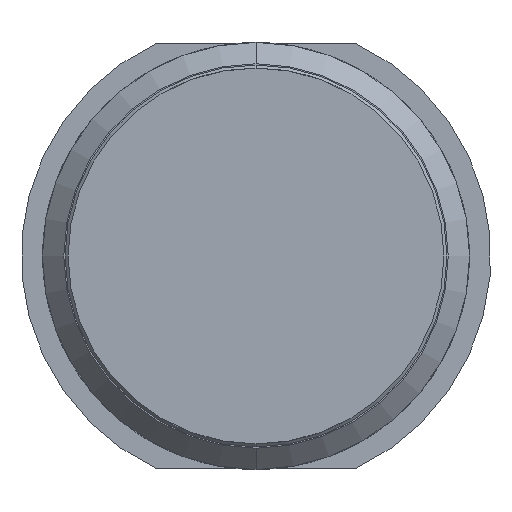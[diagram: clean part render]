
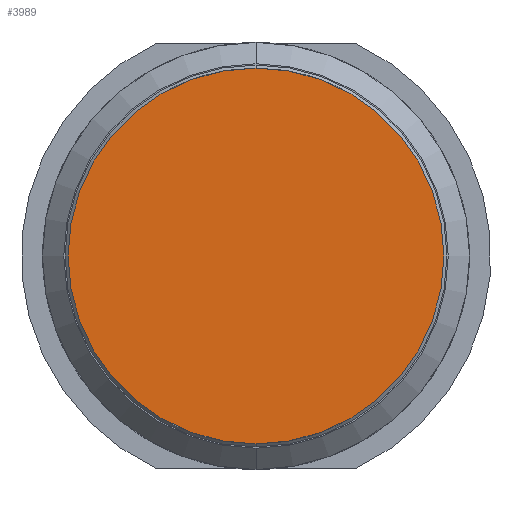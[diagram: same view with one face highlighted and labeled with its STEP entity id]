
A CAD part, front view. The second image highlights one B-rep face of the part: STEP entity #3989.
In plain terms, the highlighted planar face has unit normal (0, -1, 0).
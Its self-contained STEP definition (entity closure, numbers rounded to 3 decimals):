
#93 = EDGE_LOOP ( 'NONE', ( #3404, #3618 ) ) ;
#536 = EDGE_CURVE ( 'Defeature ausgef�hrt1_25+Defeature ausgef�hrt1_32+Defeature ausgef�hrt1_32+Defeature ausgef�hrt1_32', #3759, #2300, #1698, .T. ) ;
#831 = CARTESIAN_POINT ( 'NONE',  ( 0., 0., 0. ) ) ;
#930 = DIRECTION ( 'NONE',  ( 1., 0., 0. ) ) ;
#955 = AXIS2_PLACEMENT_3D ( 'NONE', #2234, #1947, #3762 ) ;
#1335 = CARTESIAN_POINT ( 'NONE',  ( 2.2, 0., 0. ) ) ;
#1533 = DIRECTION ( 'NONE',  ( 0., -1., 0. ) ) ;
#1698 = CIRCLE ( 'NONE', #2666, 2.2 ) ;
#1947 = DIRECTION ( 'NONE',  ( 0., 1., 0. ) ) ;
#2234 = CARTESIAN_POINT ( 'NONE',  ( 0., 0., 1.9 ) ) ;
#2237 = CIRCLE ( 'NONE', #3081, 2.2 ) ;
#2300 = VERTEX_POINT ( 'NONE', #3548 ) ;
#2532 = EDGE_CURVE ( 'Defeature ausgef�hrt1_25+Defeature ausgef�hrt1_32+Defeature ausgef�hrt1_32+Defeature ausgef�hrt1_32', #2300, #3759, #2237, .T. ) ;
#2666 = AXIS2_PLACEMENT_3D ( 'NONE', #831, #3025, #3312 ) ;
#3025 = DIRECTION ( 'NONE',  ( 0., -1., 0. ) ) ;
#3081 = AXIS2_PLACEMENT_3D ( 'NONE', #3752, #1533, #930 ) ;
#3092 = FACE_OUTER_BOUND ( 'NONE', #93, .T. ) ;
#3312 = DIRECTION ( 'NONE',  ( 1., 0., 0. ) ) ;
#3404 = ORIENTED_EDGE ( 'NONE', *, *, #536, .T. ) ;
#3454 = PLANE ( 'NONE',  #955 ) ;
#3548 = CARTESIAN_POINT ( 'NONE',  ( -2.2, 0., 0. ) ) ;
#3618 = ORIENTED_EDGE ( 'NONE', *, *, #2532, .T. ) ;
#3752 = CARTESIAN_POINT ( 'NONE',  ( 0., 0., 0. ) ) ;
#3759 = VERTEX_POINT ( 'NONE', #1335 ) ;
#3762 = DIRECTION ( 'NONE',  ( -1., 0., 0. ) ) ;
#3989 = ADVANCED_FACE ( 'Defeature ausgef�hrt1_25', ( #3092 ), #3454, .F. ) ;
